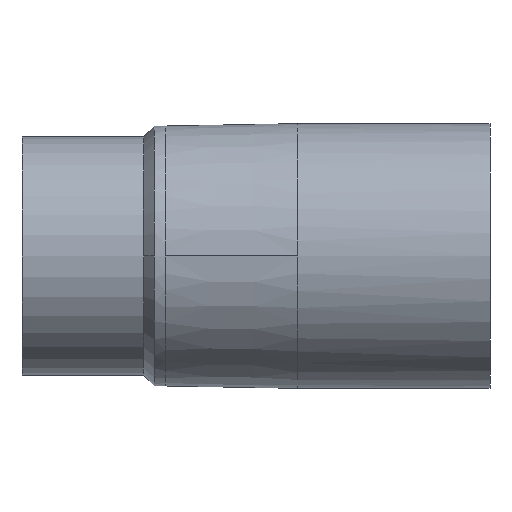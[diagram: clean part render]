
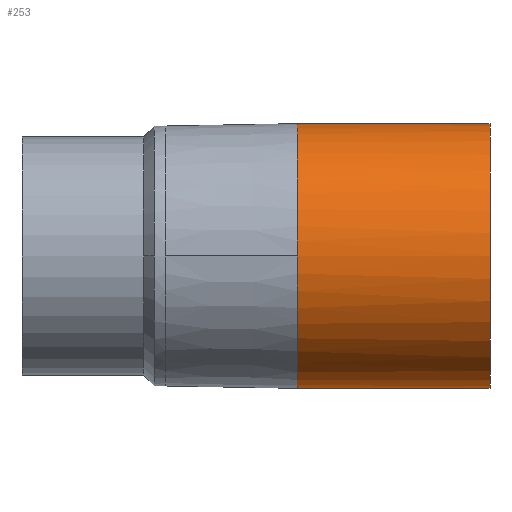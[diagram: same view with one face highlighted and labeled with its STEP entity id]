
A CAD part, front view. The second image highlights one B-rep face of the part: STEP entity #253.
In plain terms, the highlighted cylindrical face has radius 125 mm (diameter 250 mm), a partial arc.
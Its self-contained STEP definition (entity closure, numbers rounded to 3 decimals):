
#133 = VERTEX_POINT( '', #348 );
#145 = VERTEX_POINT( '', #361 );
#151 = VERTEX_POINT( '', #369 );
#189 = EDGE_CURVE( '', #277, #145, #412, .T. );
#199 = EDGE_CURVE( '', #227, #133, #423, .T. );
#227 = VERTEX_POINT( '', #454 );
#253 = ADVANCED_FACE( '', ( #481 ), #482, .T. );
#267 = EDGE_CURVE( '', #151, #277, #496, .T. );
#277 = VERTEX_POINT( '', #509 );
#301 = EDGE_CURVE( '', #145, #227, #534, .T. );
#311 = EDGE_CURVE( '', #133, #151, #545, .T. );
#348 = CARTESIAN_POINT( '', ( 442., 0., 125. ) );
#361 = CARTESIAN_POINT( '', ( 260., 0., -125. ) );
#369 = CARTESIAN_POINT( '', ( 260., 0., 125. ) );
#412 = B_SPLINE_CURVE_WITH_KNOTS( '', 3, ( #988, #989, #990, #991, #992, #993, #994, #995, #996, #997, #998 ), .UNSPECIFIED., .F., .F., ( 4, 1, 1, 1, 1, 1, 1, 1, 4 ), ( 3.142, 3.338, 3.534, 3.731, 3.927, 4.123, 4.32, 4.516, 4.712 ), .UNSPECIFIED. );
#423 = CIRCLE( '', #1309, 125. );
#454 = CARTESIAN_POINT( '', ( 442., 0., -125. ) );
#481 = FACE_OUTER_BOUND( '', #1679, .T. );
#482 = CYLINDRICAL_SURFACE( '', #1680, 125. );
#496 = B_SPLINE_CURVE_WITH_KNOTS( '', 3, ( #1725, #1726, #1727, #1728, #1729, #1730, #1731, #1732, #1733, #1734, #1735 ), .UNSPECIFIED., .F., .F., ( 4, 1, 1, 1, 1, 1, 1, 1, 4 ), ( 1.571, 1.767, 1.963, 2.16, 2.356, 2.553, 2.749, 2.945, 3.142 ), .UNSPECIFIED. );
#509 = CARTESIAN_POINT( '', ( 260., -125., 0. ) );
#534 = LINE( '', #2075, #2076 );
#545 = LINE( '', #2100, #2101 );
#988 = CARTESIAN_POINT( '', ( 260., -125., 0. ) );
#989 = CARTESIAN_POINT( '', ( 260., -125., -8.181 ) );
#990 = CARTESIAN_POINT( '', ( 260., -123.388, -24.544 ) );
#991 = CARTESIAN_POINT( '', ( 260., -116.229, -48.144 ) );
#992 = CARTESIAN_POINT( '', ( 260., -104.604, -69.894 ) );
#993 = CARTESIAN_POINT( '', ( 260., -88.958, -88.958 ) );
#994 = CARTESIAN_POINT( '', ( 260., -69.894, -104.604 ) );
#995 = CARTESIAN_POINT( '', ( 260., -48.144, -116.229 ) );
#996 = CARTESIAN_POINT( '', ( 260., -24.543, -123.388 ) );
#997 = CARTESIAN_POINT( '', ( 260., -8.181, -125. ) );
#998 = CARTESIAN_POINT( '', ( 260., 0., -125. ) );
#1309 = AXIS2_PLACEMENT_3D( '', #2210, #2211, #2212 );
#1679 = EDGE_LOOP( '', ( #2269, #2270, #2271, #2272, #2273 ) );
#1680 = AXIS2_PLACEMENT_3D( '', #2274, #2275, #2276 );
#1725 = CARTESIAN_POINT( '', ( 260., 0., 125. ) );
#1726 = CARTESIAN_POINT( '', ( 260., -8.181, 125. ) );
#1727 = CARTESIAN_POINT( '', ( 260., -24.544, 123.388 ) );
#1728 = CARTESIAN_POINT( '', ( 260., -48.144, 116.229 ) );
#1729 = CARTESIAN_POINT( '', ( 260., -69.894, 104.604 ) );
#1730 = CARTESIAN_POINT( '', ( 260., -88.958, 88.958 ) );
#1731 = CARTESIAN_POINT( '', ( 260., -104.604, 69.894 ) );
#1732 = CARTESIAN_POINT( '', ( 260., -116.229, 48.144 ) );
#1733 = CARTESIAN_POINT( '', ( 260., -123.388, 24.543 ) );
#1734 = CARTESIAN_POINT( '', ( 260., -125., 8.181 ) );
#1735 = CARTESIAN_POINT( '', ( 260., -125., 0. ) );
#2075 = CARTESIAN_POINT( '', ( 260., 0., -125. ) );
#2076 = VECTOR( '', #2316, 1. );
#2100 = CARTESIAN_POINT( '', ( 260., 0., 125. ) );
#2101 = VECTOR( '', #2330, 1. );
#2210 = CARTESIAN_POINT( '', ( 442., 0., 0. ) );
#2211 = DIRECTION( '', ( -1., 0., 0. ) );
#2212 = DIRECTION( '', ( 0., 0., -1. ) );
#2269 = ORIENTED_EDGE( '', *, *, #301, .T. );
#2270 = ORIENTED_EDGE( '', *, *, #199, .T. );
#2271 = ORIENTED_EDGE( '', *, *, #311, .T. );
#2272 = ORIENTED_EDGE( '', *, *, #267, .T. );
#2273 = ORIENTED_EDGE( '', *, *, #189, .T. );
#2274 = CARTESIAN_POINT( '', ( 260., 0., 0. ) );
#2275 = DIRECTION( '', ( -1., 0., 0. ) );
#2276 = DIRECTION( '', ( 0., 0., -1. ) );
#2316 = DIRECTION( '', ( 1., 0., 0. ) );
#2330 = DIRECTION( '', ( -1., 0., 0. ) );
